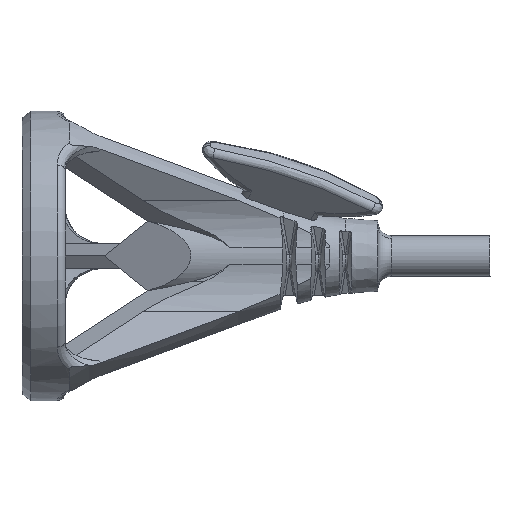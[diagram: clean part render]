
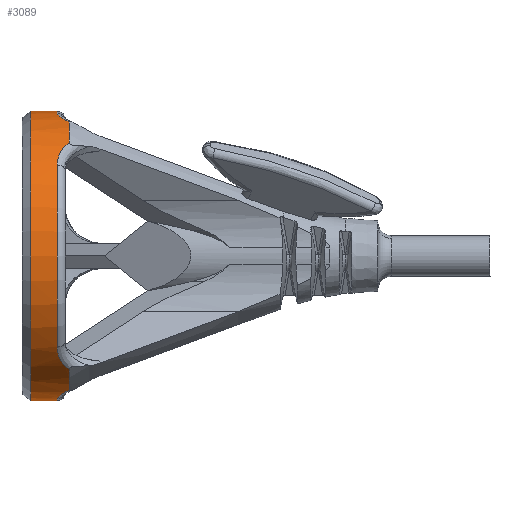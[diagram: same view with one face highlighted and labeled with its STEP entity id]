
A CAD part, left-side view. The second image highlights one B-rep face of the part: STEP entity #3089.
In plain terms, the highlighted cylindrical face has radius 22.86 mm (diameter 45.72 mm), a full revolution.
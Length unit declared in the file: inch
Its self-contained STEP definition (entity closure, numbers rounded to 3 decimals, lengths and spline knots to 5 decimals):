
#292=FACE_OUTER_BOUND('',#466,.T.);
#466=EDGE_LOOP('',(#2682,#2683,#2684,#2685,#2686,#2687,#2688,#2689,#2690,
#2691,#2692,#2693,#2694,#2695,#2696,#2697));
#533=CIRCLE('',#3173,0.9);
#583=CIRCLE('',#3268,0.9);
#585=CIRCLE('',#3279,0.9);
#601=CIRCLE('',#3329,0.9);
#603=CIRCLE('',#3332,0.9);
#604=CIRCLE('',#3333,0.9);
#609=CIRCLE('',#3340,0.9);
#612=CIRCLE('',#3344,0.9);
#668=LINE('',#7690,#744);
#744=VECTOR('',#3864,0.9);
#1014=B_SPLINE_CURVE_WITH_KNOTS('',3,(#7465,#7466,#7467,#7468,#7469,#7470),
 .UNSPECIFIED.,.F.,.F.,(4,1,1,4),(0.33355,0.37517,0.62314,
0.87112),.UNSPECIFIED.);
#1017=B_SPLINE_CURVE_WITH_KNOTS('',3,(#7519,#7520,#7521,#7522,#7523,#7524),
 .UNSPECIFIED.,.F.,.F.,(4,1,1,4),(0.,0.24798,0.49595,
0.53757),.UNSPECIFIED.);
#1022=B_SPLINE_CURVE_WITH_KNOTS('',3,(#7623,#7624,#7625,#7626,#7627,#7628),
 .UNSPECIFIED.,.F.,.F.,(4,1,1,4),(0.33355,0.37517,0.62314,
0.87112),.UNSPECIFIED.);
#1025=B_SPLINE_CURVE_WITH_KNOTS('',3,(#7670,#7671,#7672,#7673,#7674),
 .UNSPECIFIED.,.F.,.F.,(4,1,4),(0.,0.37196,0.53771),
 .UNSPECIFIED.);
#1026=B_SPLINE_CURVE_WITH_KNOTS('',3,(#7677,#7678,#7679,#7680,#7681,#7682),
 .UNSPECIFIED.,.F.,.F.,(4,1,1,4),(0.,0.24798,0.49595,
0.53757),.UNSPECIFIED.);
#1027=B_SPLINE_CURVE_WITH_KNOTS('',3,(#7685,#7686,#7687,#7688,#7689),
 .UNSPECIFIED.,.F.,.F.,(4,1,4),(0.33341,0.49915,0.87112),
 .UNSPECIFIED.);
#1146=VERTEX_POINT('',#4520);
#1271=VERTEX_POINT('',#6268);
#1272=VERTEX_POINT('',#6285);
#1287=VERTEX_POINT('',#6402);
#1288=VERTEX_POINT('',#6419);
#1359=VERTEX_POINT('',#7367);
#1360=VERTEX_POINT('',#7384);
#1365=VERTEX_POINT('',#7420);
#1366=VERTEX_POINT('',#7422);
#1367=VERTEX_POINT('',#7424);
#1373=VERTEX_POINT('',#7580);
#1374=VERTEX_POINT('',#7582);
#1376=VERTEX_POINT('',#7676);
#1377=VERTEX_POINT('',#7683);
#1480=EDGE_CURVE('',#1146,#1146,#533,.T.);
#1675=EDGE_CURVE('',#1271,#1272,#583,.T.);
#1696=EDGE_CURVE('',#1287,#1288,#585,.T.);
#1812=EDGE_CURVE('',#1359,#1360,#601,.T.);
#1819=EDGE_CURVE('',#1365,#1366,#603,.T.);
#1820=EDGE_CURVE('',#1366,#1367,#604,.T.);
#1823=EDGE_CURVE('',#1288,#1365,#1014,.T.);
#1826=EDGE_CURVE('',#1367,#1271,#1017,.T.);
#1833=EDGE_CURVE('',#1373,#1374,#609,.T.);
#1836=EDGE_CURVE('',#1360,#1373,#1022,.T.);
#1839=EDGE_CURVE('',#1374,#1287,#1025,.T.);
#1840=EDGE_CURVE('',#1376,#1359,#1026,.T.);
#1841=EDGE_CURVE('',#1377,#1376,#612,.T.);
#1842=EDGE_CURVE('',#1272,#1377,#1027,.T.);
#1843=EDGE_CURVE('',#1366,#1146,#668,.T.);
#2682=ORIENTED_EDGE('',*,*,#1823,.F.);
#2683=ORIENTED_EDGE('',*,*,#1696,.F.);
#2684=ORIENTED_EDGE('',*,*,#1839,.F.);
#2685=ORIENTED_EDGE('',*,*,#1833,.F.);
#2686=ORIENTED_EDGE('',*,*,#1836,.F.);
#2687=ORIENTED_EDGE('',*,*,#1812,.F.);
#2688=ORIENTED_EDGE('',*,*,#1840,.F.);
#2689=ORIENTED_EDGE('',*,*,#1841,.F.);
#2690=ORIENTED_EDGE('',*,*,#1842,.F.);
#2691=ORIENTED_EDGE('',*,*,#1675,.F.);
#2692=ORIENTED_EDGE('',*,*,#1826,.F.);
#2693=ORIENTED_EDGE('',*,*,#1820,.F.);
#2694=ORIENTED_EDGE('',*,*,#1843,.T.);
#2695=ORIENTED_EDGE('',*,*,#1480,.T.);
#2696=ORIENTED_EDGE('',*,*,#1843,.F.);
#2697=ORIENTED_EDGE('',*,*,#1819,.F.);
#2946=CYLINDRICAL_SURFACE('',#3343,0.9);
#3089=ADVANCED_FACE('',(#292),#2946,.T.);
#3173=AXIS2_PLACEMENT_3D('',#4521,#3481,#3482);
#3268=AXIS2_PLACEMENT_3D('',#6286,#3690,#3691);
#3279=AXIS2_PLACEMENT_3D('',#6420,#3717,#3718);
#3329=AXIS2_PLACEMENT_3D('',#7385,#3832,#3833);
#3332=AXIS2_PLACEMENT_3D('',#7423,#3838,#3839);
#3333=AXIS2_PLACEMENT_3D('',#7425,#3840,#3841);
#3340=AXIS2_PLACEMENT_3D('',#7583,#3854,#3855);
#3343=AXIS2_PLACEMENT_3D('',#7675,#3860,#3861);
#3344=AXIS2_PLACEMENT_3D('',#7684,#3862,#3863);
#3481=DIRECTION('center_axis',(0.,-1.,0.));
#3482=DIRECTION('ref_axis',(-0.5,0.,0.866));
#3690=DIRECTION('center_axis',(0.,-1.,0.));
#3691=DIRECTION('ref_axis',(1.,0.,0.));
#3717=DIRECTION('center_axis',(0.,-1.,0.));
#3718=DIRECTION('ref_axis',(-0.5,0.,-0.866));
#3832=DIRECTION('center_axis',(0.,-1.,0.));
#3833=DIRECTION('ref_axis',(-0.5,0.,0.866));
#3838=DIRECTION('center_axis',(0.,-1.,0.));
#3839=DIRECTION('ref_axis',(0.5,0.,0.866));
#3840=DIRECTION('center_axis',(0.,-1.,0.));
#3841=DIRECTION('ref_axis',(0.5,0.,0.866));
#3854=DIRECTION('center_axis',(0.,-1.,0.));
#3855=DIRECTION('ref_axis',(0.5,0.,-0.866));
#3860=DIRECTION('center_axis',(0.,-1.,0.));
#3861=DIRECTION('ref_axis',(-0.5,0.,-0.866));
#3862=DIRECTION('center_axis',(0.,-1.,0.));
#3863=DIRECTION('ref_axis',(-1.,0.,0.));
#3864=DIRECTION('',(0.,1.,0.));
#4520=CARTESIAN_POINT('',(0.45,2.06164,0.77942));
#4521=CARTESIAN_POINT('Origin',(0.,2.06164,0.));
#6268=CARTESIAN_POINT('',(-0.33649,1.81996,0.83473));
#6285=CARTESIAN_POINT('',(-0.55474,1.81984,0.70871));
#6286=CARTESIAN_POINT('Origin',(0.,1.82,0.));
#6402=CARTESIAN_POINT('',(0.89113,1.81984,-0.12607));
#6419=CARTESIAN_POINT('',(0.89114,1.81996,0.12596));
#6420=CARTESIAN_POINT('Origin',(0.,1.82,0.));
#7367=CARTESIAN_POINT('',(-0.55466,1.81996,-0.70877));
#7384=CARTESIAN_POINT('',(-0.33649,1.81996,-0.83473));
#7385=CARTESIAN_POINT('Origin',(0.,1.82,0.));
#7420=CARTESIAN_POINT('',(0.83962,1.89554,0.3241));
#7422=CARTESIAN_POINT('',(0.45,1.89554,0.77942));
#7423=CARTESIAN_POINT('Origin',(0.,1.89554,0.));
#7424=CARTESIAN_POINT('',(-0.13913,1.89554,0.88918));
#7425=CARTESIAN_POINT('Origin',(0.,1.89554,0.));
#7465=CARTESIAN_POINT('Ctrl Pts',(0.89114,1.81993,0.12598));
#7466=CARTESIAN_POINT('Ctrl Pts',(0.89054,1.82368,0.1302));
#7467=CARTESIAN_POINT('Ctrl Pts',(0.88605,1.84891,0.16033));
#7468=CARTESIAN_POINT('Ctrl Pts',(0.87318,1.88421,0.22565));
#7469=CARTESIAN_POINT('Ctrl Pts',(0.85203,1.89554,0.29196));
#7470=CARTESIAN_POINT('Ctrl Pts',(0.83962,1.89554,0.3241));
#7519=CARTESIAN_POINT('Ctrl Pts',(-0.13913,1.89554,0.88918));
#7520=CARTESIAN_POINT('Ctrl Pts',(-0.17317,1.89554,0.88385));
#7521=CARTESIAN_POINT('Ctrl Pts',(-0.24117,1.88421,0.86903));
#7522=CARTESIAN_POINT('Ctrl Pts',(-0.30418,1.84891,0.84751));
#7523=CARTESIAN_POINT('Ctrl Pts',(-0.33252,1.82368,0.83633));
#7524=CARTESIAN_POINT('Ctrl Pts',(-0.33647,1.81993,0.83474));
#7580=CARTESIAN_POINT('',(-0.13913,1.89554,-0.88918));
#7582=CARTESIAN_POINT('',(0.83962,1.89554,-0.3241));
#7583=CARTESIAN_POINT('Origin',(0.,1.89554,0.));
#7623=CARTESIAN_POINT('Ctrl Pts',(-0.33647,1.81993,-0.83474));
#7624=CARTESIAN_POINT('Ctrl Pts',(-0.33252,1.82368,-0.83633));
#7625=CARTESIAN_POINT('Ctrl Pts',(-0.30418,1.84891,-0.84751));
#7626=CARTESIAN_POINT('Ctrl Pts',(-0.24117,1.88421,-0.86903));
#7627=CARTESIAN_POINT('Ctrl Pts',(-0.17317,1.89554,-0.88385));
#7628=CARTESIAN_POINT('Ctrl Pts',(-0.13913,1.89554,-0.88918));
#7670=CARTESIAN_POINT('Ctrl Pts',(0.83962,1.89554,-0.3241));
#7671=CARTESIAN_POINT('Ctrl Pts',(0.85823,1.89554,-0.27588));
#7672=CARTESIAN_POINT('Ctrl Pts',(0.87863,1.87728,-0.20294));
#7673=CARTESIAN_POINT('Ctrl Pts',(0.88874,1.83473,-0.1429));
#7674=CARTESIAN_POINT('Ctrl Pts',(0.89112,1.81978,-0.12612));
#7675=CARTESIAN_POINT('Origin',(0.,1.94082,0.));
#7676=CARTESIAN_POINT('',(-0.70049,1.89554,-0.56508));
#7677=CARTESIAN_POINT('Ctrl Pts',(-0.70049,1.89554,-0.56508));
#7678=CARTESIAN_POINT('Ctrl Pts',(-0.67886,1.89554,-0.5919));
#7679=CARTESIAN_POINT('Ctrl Pts',(-0.63201,1.88421,-0.64337));
#7680=CARTESIAN_POINT('Ctrl Pts',(-0.58187,1.84891,-0.68718));
#7681=CARTESIAN_POINT('Ctrl Pts',(-0.55803,1.82368,-0.70613));
#7682=CARTESIAN_POINT('Ctrl Pts',(-0.55467,1.81993,-0.70876));
#7683=CARTESIAN_POINT('',(-0.70049,1.89554,0.56508));
#7684=CARTESIAN_POINT('Origin',(0.,1.89554,0.));
#7685=CARTESIAN_POINT('Ctrl Pts',(-0.55478,1.81978,0.70868));
#7686=CARTESIAN_POINT('Ctrl Pts',(-0.56813,1.83473,0.69822));
#7687=CARTESIAN_POINT('Ctrl Pts',(-0.61507,1.87728,0.65945));
#7688=CARTESIAN_POINT('Ctrl Pts',(-0.66804,1.89554,0.60531));
#7689=CARTESIAN_POINT('Ctrl Pts',(-0.70049,1.89554,0.56508));
#7690=CARTESIAN_POINT('',(0.45,1.94082,0.77942));
